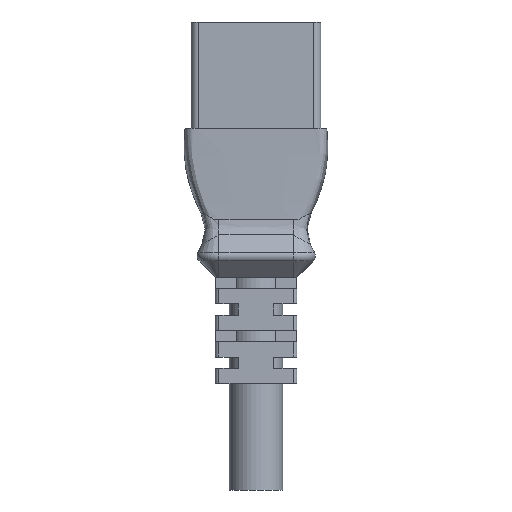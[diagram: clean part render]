
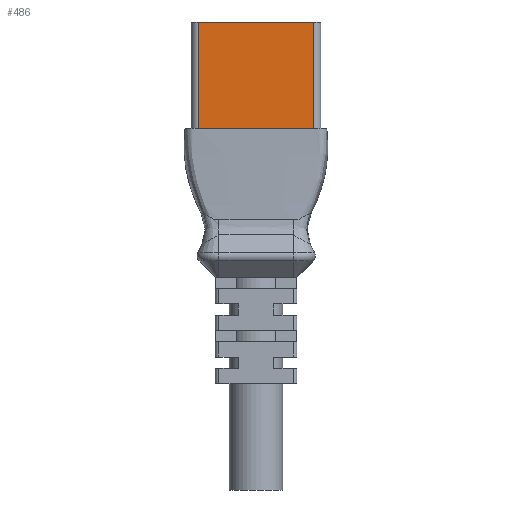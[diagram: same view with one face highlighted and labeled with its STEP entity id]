
A CAD part, front view. The second image highlights one B-rep face of the part: STEP entity #486.
In plain terms, the highlighted planar face has unit normal (0, -1, 0).
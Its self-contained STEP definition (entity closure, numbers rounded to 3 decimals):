
#397 = DIRECTION ( 'NONE',  ( 0., 0., 1. ) ) ;
#486 = ADVANCED_FACE ( 'NONE', ( #1965 ), #2333, .F. ) ;
#778 = DIRECTION ( 'NONE',  ( 1., 0., 0. ) ) ;
#1234 = DIRECTION ( 'NONE',  ( 1., 0., 0. ) ) ;
#1324 = ORIENTED_EDGE ( 'NONE', *, *, #5899, .T. ) ;
#1482 = DIRECTION ( 'NONE',  ( 0., 0., -1. ) ) ;
#1515 = EDGE_CURVE ( 'NONE', #4173, #5307, #5641, .T. ) ;
#1932 = ORIENTED_EDGE ( 'NONE', *, *, #3618, .F. ) ;
#1965 = FACE_OUTER_BOUND ( 'NONE', #2437, .T. ) ;
#2333 = PLANE ( 'NONE',  #2587 ) ;
#2421 = CARTESIAN_POINT ( 'NONE',  ( 16.25, -12.5, 30. ) ) ;
#2437 = EDGE_LOOP ( 'NONE', ( #1324, #1932, #2956, #4194 ) ) ;
#2458 = DIRECTION ( 'NONE',  ( 0., 1., 0. ) ) ;
#2587 = AXIS2_PLACEMENT_3D ( 'NONE', #6345, #2458, #397 ) ;
#2956 = ORIENTED_EDGE ( 'NONE', *, *, #5274, .F. ) ;
#3293 = CARTESIAN_POINT ( 'NONE',  ( 0., -12.5, 30. ) ) ;
#3357 = CARTESIAN_POINT ( 'NONE',  ( -16.25, -12.5, -0.017 ) ) ;
#3496 = VERTEX_POINT ( 'NONE', #6271 ) ;
#3618 = EDGE_CURVE ( 'NONE', #5136, #3496, #6367, .T. ) ;
#3943 = CARTESIAN_POINT ( 'NONE',  ( -16.25, -12.5, 30. ) ) ;
#4125 = DIRECTION ( 'NONE',  ( 0., 0., -1. ) ) ;
#4173 = VERTEX_POINT ( 'NONE', #3943 ) ;
#4194 = ORIENTED_EDGE ( 'NONE', *, *, #1515, .T. ) ;
#4384 = CARTESIAN_POINT ( 'NONE',  ( 0., -12.5, 0. ) ) ;
#4494 = VECTOR ( 'NONE', #4125, 1000. ) ;
#4507 = VECTOR ( 'NONE', #1482, 1000. ) ;
#4628 = CARTESIAN_POINT ( 'NONE',  ( -16.25, -12.5, 30. ) ) ;
#4825 = VECTOR ( 'NONE', #1234, 1000. ) ;
#5136 = VERTEX_POINT ( 'NONE', #6362 ) ;
#5274 = EDGE_CURVE ( 'NONE', #4173, #5136, #5765, .T. ) ;
#5307 = VERTEX_POINT ( 'NONE', #3357 ) ;
#5641 = LINE ( 'NONE', #4628, #4494 ) ;
#5765 = LINE ( 'NONE', #3293, #4825 ) ;
#5774 = VECTOR ( 'NONE', #778, 1000. ) ;
#5899 = EDGE_CURVE ( 'NONE', #5307, #3496, #6328, .T. ) ;
#6271 = CARTESIAN_POINT ( 'NONE',  ( 16.25, -12.5, -0.004 ) ) ;
#6328 = LINE ( 'NONE', #4384, #5774 ) ;
#6345 = CARTESIAN_POINT ( 'NONE',  ( 0., -12.5, 30. ) ) ;
#6362 = CARTESIAN_POINT ( 'NONE',  ( 16.25, -12.5, 30. ) ) ;
#6367 = LINE ( 'NONE', #2421, #4507 ) ;
